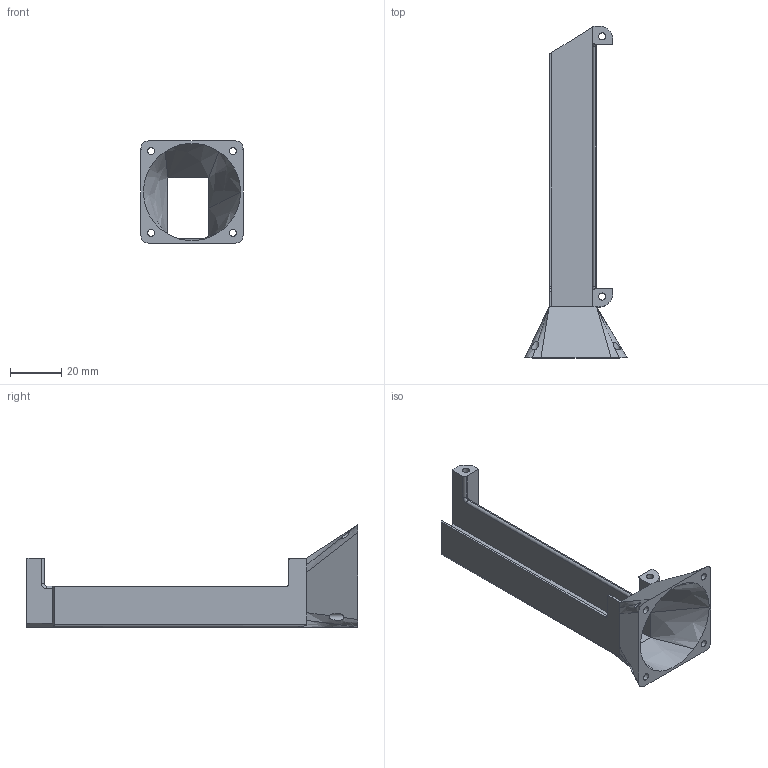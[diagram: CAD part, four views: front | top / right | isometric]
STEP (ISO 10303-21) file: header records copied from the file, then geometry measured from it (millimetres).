
FILE_DESCRIPTION(('FreeCAD Model'),'2;1');
FILE_NAME('Open CASCADE Shape Model','2021-12-21T21:33:46',('Author'),( ''),'Open CASCADE STEP processor 7.5','FreeCAD','Unknown');
FILE_SCHEMA(('AUTOMOTIVE_DESIGN { 1 0 10303 214 1 1 1 1 }'));
Length unit declared in the file: millimetre
Products named in the file (1): pipe
Bounding box: 40 x 129.89 x 40 mm (x, y, z)
Volume: 13983.7 mm3; surface area: 17362.1 mm2
Topology: 1 solids, 1 shells, 58 faces, 172 edges, 111 vertices
Faces by surface type: plane 23, bspline 17, cylinder 16, torus 2
Full cylindrical faces by diameter (mm): 2.8 x6
Entity records: 6098 total; most frequent: CARTESIAN_POINT 2867, DIRECTION 529, LINE 363, VECTOR 363, ORIENTED_EDGE 344, PCURVE 344, DEFINITIONAL_REPRESENTATION 344, EDGE_CURVE 172
